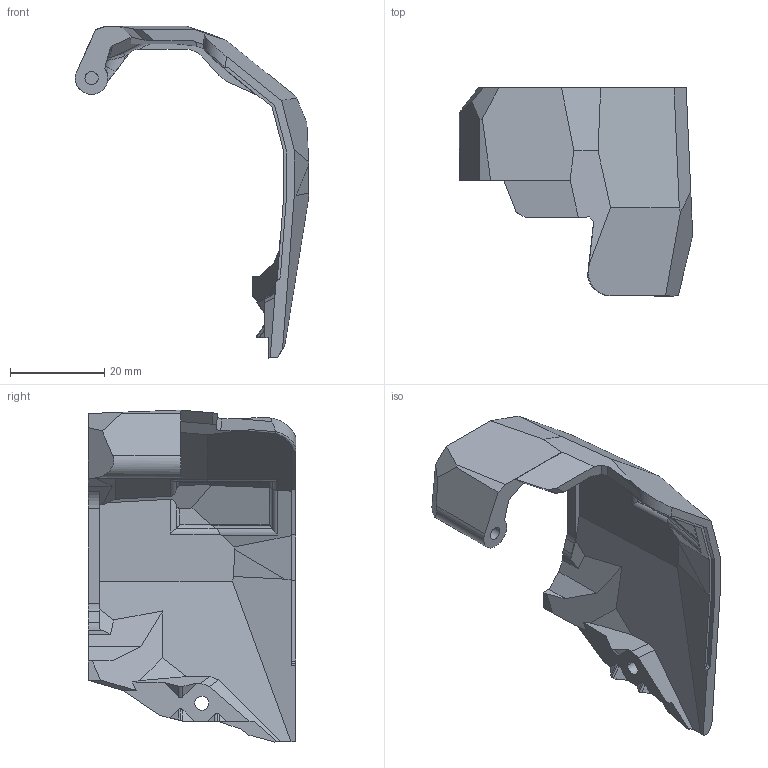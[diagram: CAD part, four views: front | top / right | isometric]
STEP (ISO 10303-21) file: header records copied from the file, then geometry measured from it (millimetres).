
FILE_DESCRIPTION (( 'STEP AP214' ), '1' );
FILE_NAME ('Cable_Cover_For_EBBSB.STEP', '2024-07-04T10:35:26', ( 'Windows User' ), ( 'P R C' ), 'SwSTEP 2.0', 'SolidWorks 2024', '' );
FILE_SCHEMA (( 'AUTOMOTIVE_DESIGN' ));
Length unit declared in the file: millimetre
Products named in the file (1): Cable_Cover_For_EBBSB
Bounding box: 49.47 x 44.05 x 70.38 mm (x, y, z)
Volume: 10437.5 mm3; surface area: 9103.8 mm2
Topology: 1 solids, 2 shells, 151 faces, 433 edges, 287 vertices
Faces by surface type: plane 102, cylinder 44, bspline 5
Entity records: 5394 total; most frequent: CARTESIAN_POINT 1600, ORIENTED_EDGE 866, DIRECTION 675, EDGE_CURVE 433, VECTOR 327, LINE 327, VERTEX_POINT 287, AXIS2_PLACEMENT_3D 174
